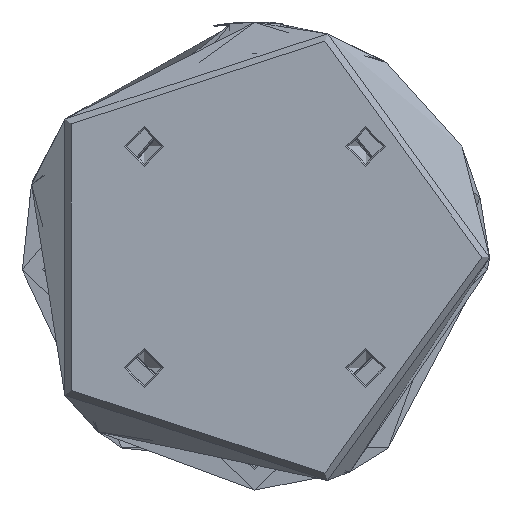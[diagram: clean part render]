
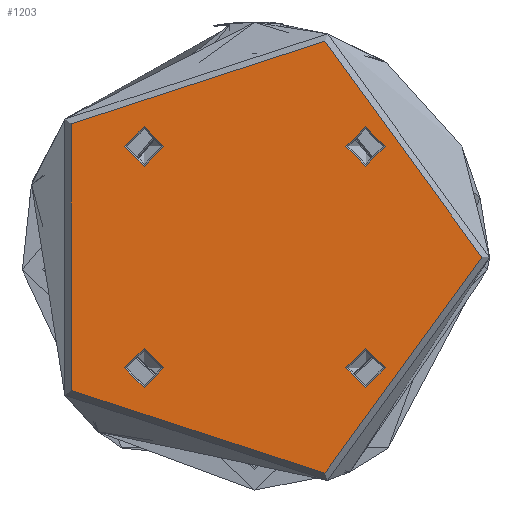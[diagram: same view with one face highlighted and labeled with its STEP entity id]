
A CAD part, front view. The second image highlights one B-rep face of the part: STEP entity #1203.
In plain terms, the highlighted face is planar.
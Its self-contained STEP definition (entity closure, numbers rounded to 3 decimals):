
#145 = DIRECTION ( 'NONE',  ( 0., 0., 1. ) ) ;
#354 = CARTESIAN_POINT ( 'NONE',  ( -23.259, -28.284, 0. ) ) ;
#437 = EDGE_LOOP ( 'NONE', ( #5146 ) ) ;
#438 = CIRCLE ( 'NONE', #1065, 58. ) ;
#488 = DIRECTION ( 'NONE',  ( 0., 0., 1. ) ) ;
#608 = DIRECTION ( 'NONE',  ( 0., 0., 1. ) ) ;
#715 = ORIENTED_EDGE ( 'NONE', *, *, #3690, .F. ) ;
#725 = AXIS2_PLACEMENT_3D ( 'NONE', #3601, #1533, #4430 ) ;
#996 = AXIS2_PLACEMENT_3D ( 'NONE', #3680, #1193, #4095 ) ;
#997 = ORIENTED_EDGE ( 'NONE', *, *, #5148, .F. ) ;
#1065 = AXIS2_PLACEMENT_3D ( 'NONE', #2632, #145, #3061 ) ;
#1112 = PLANE ( 'NONE',  #725 ) ;
#1134 = VERTEX_POINT ( 'NONE', #2447 ) ;
#1193 = DIRECTION ( 'NONE',  ( 0., 0., 1. ) ) ;
#1203 = ADVANCED_FACE ( 'NONE', ( #2715, #4521, #4454, #4600, #3552 ), #1112, .F. ) ;
#1289 = EDGE_CURVE ( 'NONE', #3871, #3871, #4265, .T. ) ;
#1433 = EDGE_LOOP ( 'NONE', ( #1941 ) ) ;
#1533 = DIRECTION ( 'NONE',  ( 0., 0., -1. ) ) ;
#1616 = CARTESIAN_POINT ( 'NONE',  ( 58., 0., 0. ) ) ;
#1624 = AXIS2_PLACEMENT_3D ( 'NONE', #3110, #608, #3517 ) ;
#1797 = EDGE_CURVE ( 'NONE', #4261, #4261, #3052, .T. ) ;
#1854 = VERTEX_POINT ( 'NONE', #1616 ) ;
#1918 = VERTEX_POINT ( 'NONE', #4527 ) ;
#1941 = ORIENTED_EDGE ( 'NONE', *, *, #5106, .T. ) ;
#2144 = CARTESIAN_POINT ( 'NONE',  ( 28.284, -28.284, 0. ) ) ;
#2227 = CIRCLE ( 'NONE', #3083, 5.025 ) ;
#2447 = CARTESIAN_POINT ( 'NONE',  ( 33.309, -28.284, 0. ) ) ;
#2566 = DIRECTION ( 'NONE',  ( 1., 0., 0. ) ) ;
#2632 = CARTESIAN_POINT ( 'NONE',  ( 0., 0., 0. ) ) ;
#2715 = FACE_BOUND ( 'NONE', #3815, .T. ) ;
#2991 = CARTESIAN_POINT ( 'NONE',  ( -28.284, -28.284, 0. ) ) ;
#3052 = CIRCLE ( 'NONE', #5337, 5.025 ) ;
#3061 = DIRECTION ( 'NONE',  ( 1., 0., 0. ) ) ;
#3083 = AXIS2_PLACEMENT_3D ( 'NONE', #2144, #5022, #2566 ) ;
#3110 = CARTESIAN_POINT ( 'NONE',  ( -28.284, 28.284, 0. ) ) ;
#3361 = ORIENTED_EDGE ( 'NONE', *, *, #1797, .F. ) ;
#3399 = DIRECTION ( 'NONE',  ( 1., 0., 0. ) ) ;
#3517 = DIRECTION ( 'NONE',  ( 1., 0., 0. ) ) ;
#3552 = FACE_OUTER_BOUND ( 'NONE', #1433, .T. ) ;
#3601 = CARTESIAN_POINT ( 'NONE',  ( 0., 0., 0. ) ) ;
#3680 = CARTESIAN_POINT ( 'NONE',  ( 28.284, 28.284, 0. ) ) ;
#3690 = EDGE_CURVE ( 'NONE', #1134, #1134, #2227, .T. ) ;
#3815 = EDGE_LOOP ( 'NONE', ( #997 ) ) ;
#3834 = EDGE_LOOP ( 'NONE', ( #715 ) ) ;
#3871 = VERTEX_POINT ( 'NONE', #4893 ) ;
#4095 = DIRECTION ( 'NONE',  ( 1., 0., 0. ) ) ;
#4234 = EDGE_LOOP ( 'NONE', ( #3361 ) ) ;
#4261 = VERTEX_POINT ( 'NONE', #354 ) ;
#4265 = CIRCLE ( 'NONE', #996, 5.025 ) ;
#4430 = DIRECTION ( 'NONE',  ( -1., 0., 0. ) ) ;
#4454 = FACE_BOUND ( 'NONE', #3834, .T. ) ;
#4521 = FACE_BOUND ( 'NONE', #437, .T. ) ;
#4527 = CARTESIAN_POINT ( 'NONE',  ( -23.259, 28.284, 0. ) ) ;
#4600 = FACE_BOUND ( 'NONE', #4234, .T. ) ;
#4826 = CIRCLE ( 'NONE', #1624, 5.025 ) ;
#4893 = CARTESIAN_POINT ( 'NONE',  ( 33.309, 28.284, 0. ) ) ;
#5022 = DIRECTION ( 'NONE',  ( 0., 0., 1. ) ) ;
#5106 = EDGE_CURVE ( 'NONE', #1854, #1854, #438, .T. ) ;
#5146 = ORIENTED_EDGE ( 'NONE', *, *, #1289, .F. ) ;
#5148 = EDGE_CURVE ( 'NONE', #1918, #1918, #4826, .T. ) ;
#5337 = AXIS2_PLACEMENT_3D ( 'NONE', #2991, #488, #3399 ) ;
